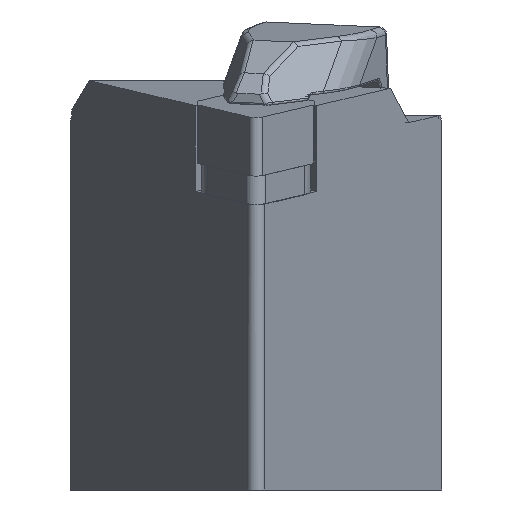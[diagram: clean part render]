
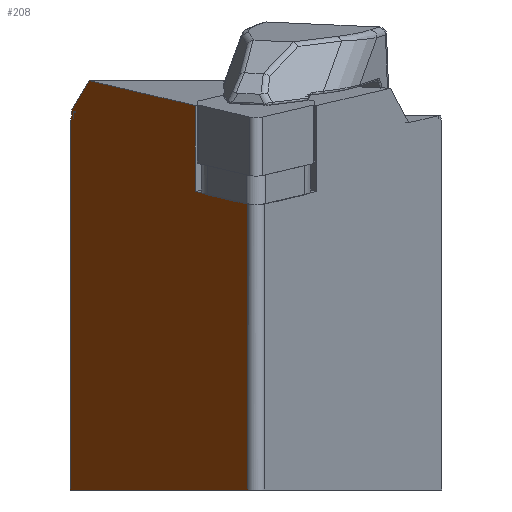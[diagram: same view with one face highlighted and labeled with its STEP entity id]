
A CAD part, left-side view. The second image highlights one B-rep face of the part: STEP entity #208.
In plain terms, the highlighted planar face has unit normal (-0.458, 0.887, -0.056).
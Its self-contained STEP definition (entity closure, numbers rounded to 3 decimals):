
#153=ELLIPSE('',#2287,2.215,1.677);
#208=ADVANCED_FACE('',(#402),#343,.F.);
#343=PLANE('',#2288);
#402=FACE_OUTER_BOUND('',#530,.T.);
#530=EDGE_LOOP('',(#1049,#1050,#1051,#1052,#1053,#1054,#1055,#1056,#1057,
#1058));
#668=LINE('',#3201,#846);
#678=LINE('',#3230,#856);
#686=LINE('',#3247,#864);
#687=LINE('',#3249,#865);
#688=LINE('',#3250,#866);
#689=LINE('',#3252,#867);
#690=LINE('',#3256,#868);
#691=LINE('',#3258,#869);
#692=LINE('',#3260,#870);
#846=VECTOR('',#2528,1.);
#856=VECTOR('',#2550,1.);
#864=VECTOR('',#2564,1.);
#865=VECTOR('',#2565,1.);
#866=VECTOR('',#2566,1.);
#867=VECTOR('',#2567,1.);
#868=VECTOR('',#2570,1.);
#869=VECTOR('',#2571,1.);
#870=VECTOR('',#2572,1.);
#1049=ORIENTED_EDGE('',*,*,#1897,.T.);
#1050=ORIENTED_EDGE('',*,*,#1875,.T.);
#1051=ORIENTED_EDGE('',*,*,#1898,.T.);
#1052=ORIENTED_EDGE('',*,*,#1888,.F.);
#1053=ORIENTED_EDGE('',*,*,#1899,.F.);
#1054=ORIENTED_EDGE('',*,*,#1900,.F.);
#1055=ORIENTED_EDGE('',*,*,#1901,.F.);
#1056=ORIENTED_EDGE('',*,*,#1902,.F.);
#1057=ORIENTED_EDGE('',*,*,#1903,.F.);
#1058=ORIENTED_EDGE('',*,*,#1904,.T.);
#1672=VERTEX_POINT('',#3198);
#1673=VERTEX_POINT('',#3200);
#1680=VERTEX_POINT('',#3218);
#1686=VERTEX_POINT('',#3229);
#1693=VERTEX_POINT('',#3248);
#1694=VERTEX_POINT('',#3251);
#1695=VERTEX_POINT('',#3253);
#1696=VERTEX_POINT('',#3255);
#1697=VERTEX_POINT('',#3257);
#1698=VERTEX_POINT('',#3259);
#1875=EDGE_CURVE('',#1672,#1673,#668,.T.);
#1888=EDGE_CURVE('',#1686,#1680,#678,.T.);
#1897=EDGE_CURVE('',#1693,#1672,#686,.T.);
#1898=EDGE_CURVE('',#1673,#1680,#687,.T.);
#1899=EDGE_CURVE('',#1694,#1686,#688,.T.);
#1900=EDGE_CURVE('',#1695,#1694,#689,.T.);
#1901=EDGE_CURVE('',#1696,#1695,#153,.T.);
#1902=EDGE_CURVE('',#1697,#1696,#690,.T.);
#1903=EDGE_CURVE('',#1698,#1697,#691,.T.);
#1904=EDGE_CURVE('',#1698,#1693,#692,.T.);
#2287=AXIS2_PLACEMENT_3D('',#3254,#2568,#2569);
#2288=AXIS2_PLACEMENT_3D('',#3261,#2573,#2574);
#2528=DIRECTION('',(0.88,0.462,0.108));
#2550=DIRECTION('',(-0.88,-0.462,-0.108));
#2564=DIRECTION('',(0.88,0.462,0.108));
#2565=DIRECTION('',(-0.122,0.,0.993));
#2566=DIRECTION('',(-0.741,-0.346,0.575));
#2567=DIRECTION('',(-0.156,-0.018,0.988));
#2568=DIRECTION('',(-0.458,0.887,-0.056));
#2569=DIRECTION('',(0.88,0.462,0.108));
#2570=DIRECTION('',(-0.122,0.,0.993));
#2571=DIRECTION('',(0.888,0.459,0.));
#2572=DIRECTION('',(-0.122,0.,0.993));
#2573=DIRECTION('',(0.458,-0.887,0.056));
#2574=DIRECTION('',(0.888,0.459,0.));
#3198=CARTESIAN_POINT('',(13.552,-14.241,-8.038));
#3200=CARTESIAN_POINT('',(15.038,-13.461,-7.856));
#3201=CARTESIAN_POINT('',(4.262,-19.113,-9.179));
#3218=CARTESIAN_POINT('',(13.901,-13.461,1.405));
#3229=CARTESIAN_POINT('',(35.649,-2.055,4.075));
#3230=CARTESIAN_POINT('',(3.125,-19.113,0.081));
#3247=CARTESIAN_POINT('',(4.262,-19.113,-9.179));
#3248=CARTESIAN_POINT('',(4.262,-19.113,-9.179));
#3249=CARTESIAN_POINT('',(13.819,-13.461,2.07));
#3250=CARTESIAN_POINT('',(38.937,-0.518,1.521));
#3251=CARTESIAN_POINT('',(39.697,-0.163,0.931));
#3252=CARTESIAN_POINT('',(46.458,0.614,-41.891));
#3253=CARTESIAN_POINT('',(39.743,-0.158,0.636));
#3254=CARTESIAN_POINT('',(41.686,0.865,0.925));
#3255=CARTESIAN_POINT('',(40.147,0.,-0.167));
#3256=CARTESIAN_POINT('',(45.49,0.,-43.682));
#3257=CARTESIAN_POINT('',(45.038,0.,-40.));
#3258=CARTESIAN_POINT('',(8.837,-18.705,-40.));
#3259=CARTESIAN_POINT('',(8.046,-19.113,-40.));
#3260=CARTESIAN_POINT('',(9.048,-19.113,-48.156));
#3261=CARTESIAN_POINT('',(9.048,-19.113,-48.156));
